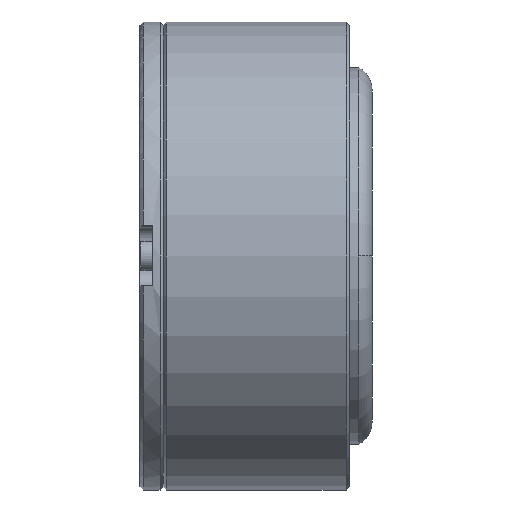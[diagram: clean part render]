
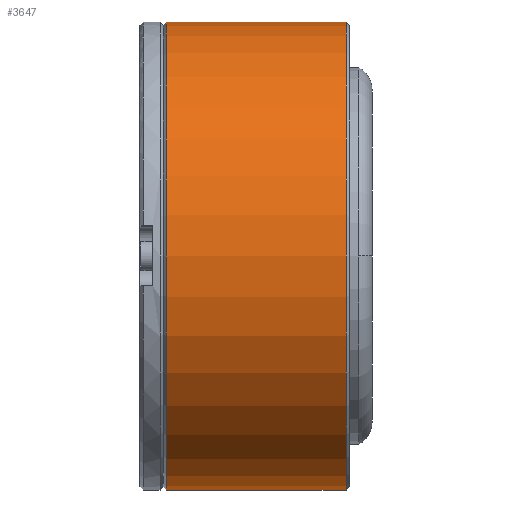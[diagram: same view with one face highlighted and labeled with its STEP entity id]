
A CAD part, front view. The second image highlights one B-rep face of the part: STEP entity #3647.
In plain terms, the highlighted cylindrical face has radius 56.35 mm (diameter 112.7 mm), a partial arc.
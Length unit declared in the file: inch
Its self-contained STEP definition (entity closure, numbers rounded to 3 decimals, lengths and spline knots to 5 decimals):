
#396 = CIRCLE ( 'NONE', #7360, 2.2185 ) ;
#520 = DIRECTION ( 'NONE',  ( 1., 0., 0. ) ) ;
#1245 = ORIENTED_EDGE ( 'NONE', *, *, #3317, .T. ) ;
#1313 = VERTEX_POINT ( 'NONE', #6594 ) ;
#1531 = VECTOR ( 'NONE', #2325, 39.37008 ) ;
#1845 = DIRECTION ( 'NONE',  ( -1., 0., 0. ) ) ;
#2325 = DIRECTION ( 'NONE',  ( 1., 0., 0. ) ) ;
#2455 = CYLINDRICAL_SURFACE ( 'NONE', #9183, 2.2185 ) ;
#2771 = CARTESIAN_POINT ( 'NONE',  ( 0.25, 0., 2.2185 ) ) ;
#3047 = VECTOR ( 'NONE', #5403, 39.37008 ) ;
#3071 = CARTESIAN_POINT ( 'NONE',  ( 1.984, 0., 2.2185 ) ) ;
#3159 = EDGE_CURVE ( 'NONE', #6535, #6541, #9159, .T. ) ;
#3196 = CARTESIAN_POINT ( 'NONE',  ( 1.984, 0., -2.2185 ) ) ;
#3284 = LINE ( 'NONE', #3196, #3047 ) ;
#3317 = EDGE_CURVE ( 'NONE', #1313, #6541, #396, .T. ) ;
#3479 = EDGE_LOOP ( 'NONE', ( #7337, #9137, #1245, #5419 ) ) ;
#3647 = ADVANCED_FACE ( 'NONE', ( #8558 ), #2455, .T. ) ;
#4907 = CARTESIAN_POINT ( 'NONE',  ( 0.25, 0., 0. ) ) ;
#5066 = VERTEX_POINT ( 'NONE', #9577 ) ;
#5403 = DIRECTION ( 'NONE',  ( 1., 0., 0. ) ) ;
#5419 = ORIENTED_EDGE ( 'NONE', *, *, #3159, .F. ) ;
#5661 = DIRECTION ( 'NONE',  ( 0., 0., 1. ) ) ;
#6249 = CARTESIAN_POINT ( 'NONE',  ( 1.954, 0., 0. ) ) ;
#6509 = EDGE_CURVE ( 'NONE', #6535, #5066, #7899, .T. ) ;
#6535 = VERTEX_POINT ( 'NONE', #2771 ) ;
#6541 = VERTEX_POINT ( 'NONE', #9382 ) ;
#6594 = CARTESIAN_POINT ( 'NONE',  ( 1.954, 0., -2.2185 ) ) ;
#6984 = DIRECTION ( 'NONE',  ( 0., 0., -1. ) ) ;
#7337 = ORIENTED_EDGE ( 'NONE', *, *, #6509, .T. ) ;
#7360 = AXIS2_PLACEMENT_3D ( 'NONE', #6249, #1845, #6984 ) ;
#7835 = EDGE_CURVE ( 'NONE', #5066, #1313, #3284, .T. ) ;
#7899 = CIRCLE ( 'NONE', #8486, 2.2185 ) ;
#8135 = DIRECTION ( 'NONE',  ( 0., 0., 1. ) ) ;
#8486 = AXIS2_PLACEMENT_3D ( 'NONE', #4907, #520, #5661 ) ;
#8558 = FACE_OUTER_BOUND ( 'NONE', #3479, .T. ) ;
#8847 = DIRECTION ( 'NONE',  ( 1., 0., 0. ) ) ;
#8883 = CARTESIAN_POINT ( 'NONE',  ( 1.984, 0., 0. ) ) ;
#9137 = ORIENTED_EDGE ( 'NONE', *, *, #7835, .T. ) ;
#9159 = LINE ( 'NONE', #3071, #1531 ) ;
#9183 = AXIS2_PLACEMENT_3D ( 'NONE', #8883, #8847, #8135 ) ;
#9382 = CARTESIAN_POINT ( 'NONE',  ( 1.954, 0., 2.2185 ) ) ;
#9577 = CARTESIAN_POINT ( 'NONE',  ( 0.25, 0., -2.2185 ) ) ;
